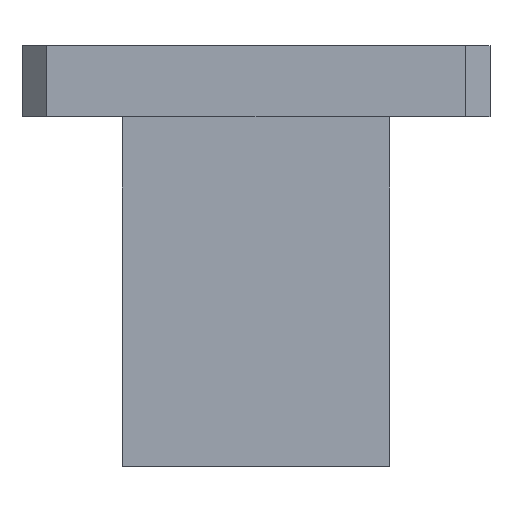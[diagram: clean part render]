
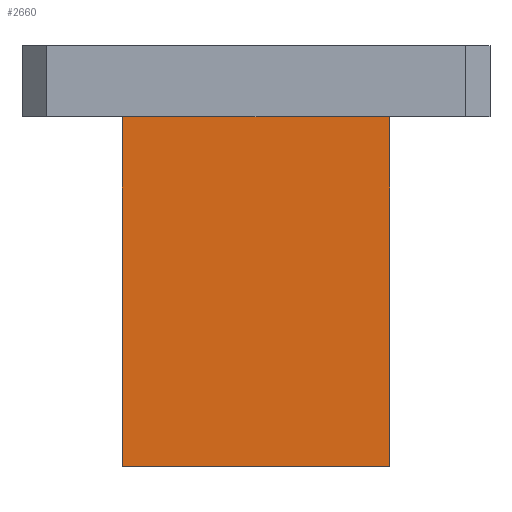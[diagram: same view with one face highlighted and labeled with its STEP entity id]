
A CAD part, front view. The second image highlights one B-rep face of the part: STEP entity #2660.
In plain terms, the highlighted planar face has unit normal (0, -1, 0).
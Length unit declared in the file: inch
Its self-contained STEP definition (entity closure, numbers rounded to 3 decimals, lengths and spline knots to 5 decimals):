
#196 = ORIENTED_EDGE ( 'NONE', *, *, #4214, .F. ) ;
#397 = CARTESIAN_POINT ( 'NONE',  ( 0.375, -0.25, -3.26139 ) ) ;
#466 = AXIS2_PLACEMENT_3D ( 'NONE', #7500, #1593, #995 ) ;
#784 = EDGE_CURVE ( 'NONE', #3122, #6059, #5747, .T. ) ;
#949 = PLANE ( 'NONE',  #466 ) ;
#995 = DIRECTION ( 'NONE',  ( 0., 0., 1. ) ) ;
#1568 = EDGE_CURVE ( 'NONE', #8477, #3122, #4376, .T. ) ;
#1593 = DIRECTION ( 'NONE',  ( 0., 1., 0. ) ) ;
#1676 = EDGE_CURVE ( 'NONE', #8477, #5608, #4062, .T. ) ;
#2058 = VECTOR ( 'NONE', #6695, 39.37008 ) ;
#2427 = CARTESIAN_POINT ( 'NONE',  ( 0.375, -0.25, -0.2 ) ) ;
#2660 = ADVANCED_FACE ( 'NONE', ( #7265 ), #949, .F. ) ;
#2738 = CARTESIAN_POINT ( 'NONE',  ( 0.375, -0.25, -1.18 ) ) ;
#2825 = ORIENTED_EDGE ( 'NONE', *, *, #1568, .T. ) ;
#2848 = EDGE_LOOP ( 'NONE', ( #4223, #2825, #3905, #196 ) ) ;
#3122 = VERTEX_POINT ( 'NONE', #4686 ) ;
#3649 = CARTESIAN_POINT ( 'NONE',  ( -0.375, -0.25, -1.18 ) ) ;
#3905 = ORIENTED_EDGE ( 'NONE', *, *, #784, .T. ) ;
#4062 = LINE ( 'NONE', #5949, #2058 ) ;
#4214 = EDGE_CURVE ( 'NONE', #5608, #6059, #4940, .T. ) ;
#4223 = ORIENTED_EDGE ( 'NONE', *, *, #1676, .F. ) ;
#4376 = LINE ( 'NONE', #397, #7915 ) ;
#4417 = CARTESIAN_POINT ( 'NONE',  ( -0.375, -0.25, -3.26139 ) ) ;
#4686 = CARTESIAN_POINT ( 'NONE',  ( 0.375, -0.25, -0.2 ) ) ;
#4909 = VECTOR ( 'NONE', #7005, 39.37008 ) ;
#4940 = LINE ( 'NONE', #4417, #4909 ) ;
#5104 = DIRECTION ( 'NONE',  ( -1., 0., 0. ) ) ;
#5382 = VECTOR ( 'NONE', #5104, 39.37008 ) ;
#5608 = VERTEX_POINT ( 'NONE', #3649 ) ;
#5747 = LINE ( 'NONE', #2427, #5382 ) ;
#5907 = DIRECTION ( 'NONE',  ( 0., 0., 1. ) ) ;
#5949 = CARTESIAN_POINT ( 'NONE',  ( 0.375, -0.25, -1.18 ) ) ;
#6059 = VERTEX_POINT ( 'NONE', #8085 ) ;
#6695 = DIRECTION ( 'NONE',  ( -1., 0., 0. ) ) ;
#7005 = DIRECTION ( 'NONE',  ( 0., 0., 1. ) ) ;
#7265 = FACE_OUTER_BOUND ( 'NONE', #2848, .T. ) ;
#7500 = CARTESIAN_POINT ( 'NONE',  ( 0.375, -0.25, -3.26139 ) ) ;
#7915 = VECTOR ( 'NONE', #5907, 39.37008 ) ;
#8085 = CARTESIAN_POINT ( 'NONE',  ( -0.375, -0.25, -0.2 ) ) ;
#8477 = VERTEX_POINT ( 'NONE', #2738 ) ;
